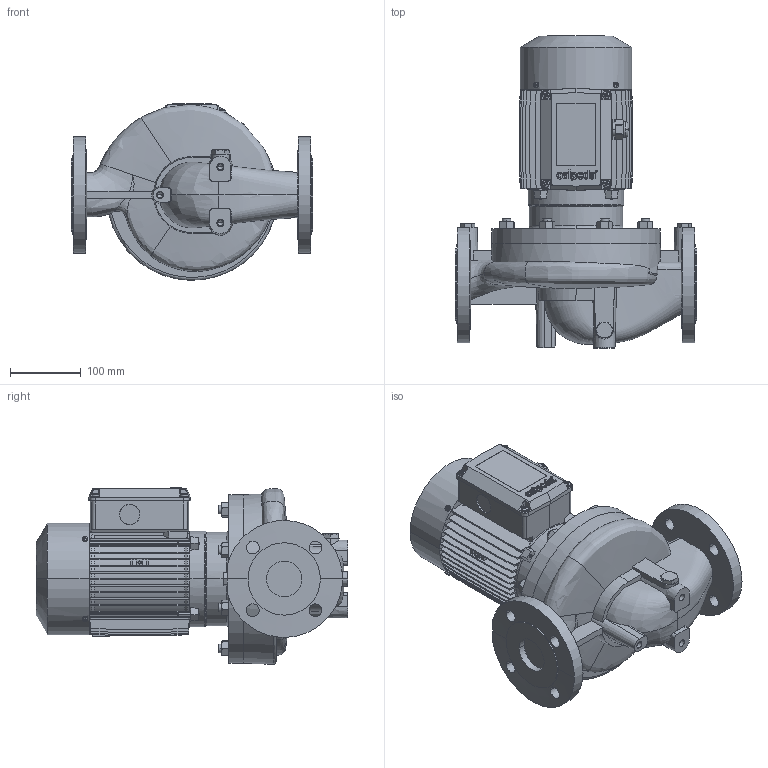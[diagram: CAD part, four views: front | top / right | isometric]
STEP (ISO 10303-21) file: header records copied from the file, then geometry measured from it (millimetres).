
FILE_DESCRIPTION (( 'STEP AP214' ), '1' );
FILE_NAME ('4.93.504.19swa01.step', '2022-04-28T13:02:44', ( '' ), ( '' ), 'SwSTEP 2.0', 'SolidWorks 2020', '' );
FILE_SCHEMA (( 'AUTOMOTIVE_DESIGN' ));
Length unit declared in the file: millimetre
Products named in the file (3): Copia di 4_93_504_19^4.93.504.19swa01; Copia di 10008925swp00^4.93.504.19swa01; 4.93.504.19swa01
Assembly tree (2 placements, depth 2):
  4.93.504.19swa01
    Copia di 4_93_504_19^4.93.504.19swa01
    Copia di 10008925swp00^4.93.504.19swa01
Bounding box: 340 x 440 x 249.08 mm (x, y, z)
Volume: 10730549 mm3; surface area: 783082 mm2
Topology: 7 solids, 7 shells, 2484 faces, 6966 edges, 4606 vertices
Faces by surface type: bspline 1099, plane 891, cylinder 256, cone 218, sphere 16, torus 4
Entity records: 100972 total; most frequent: CARTESIAN_POINT 43032, ORIENTED_EDGE 13920, DIRECTION 8708, EDGE_CURVE 6960, VERTEX_POINT 4606, LINE 4402, VECTOR 4402, EDGE_LOOP 2616
